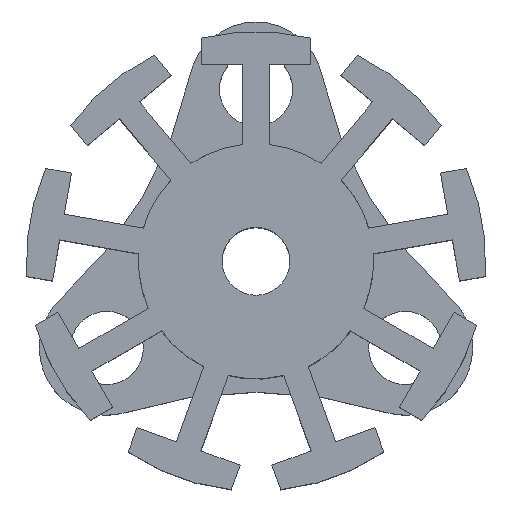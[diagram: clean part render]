
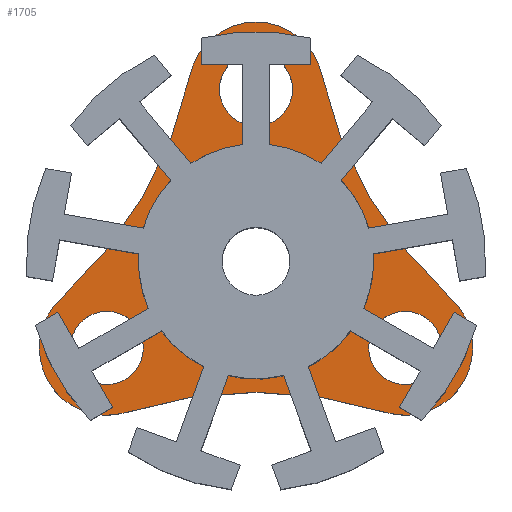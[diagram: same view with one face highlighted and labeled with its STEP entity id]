
A CAD part, top view. The second image highlights one B-rep face of the part: STEP entity #1705.
In plain terms, the highlighted planar face has unit normal (0, 0, 1).
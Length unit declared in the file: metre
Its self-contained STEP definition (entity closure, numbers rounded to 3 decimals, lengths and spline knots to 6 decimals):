
#12=PLANE('',#2269);
#556=ORIENTED_EDGE('',*,*,#1036,.F.);
#557=ORIENTED_EDGE('',*,*,#1012,.F.);
#558=ORIENTED_EDGE('',*,*,#1016,.F.);
#559=ORIENTED_EDGE('',*,*,#1019,.F.);
#560=ORIENTED_EDGE('',*,*,#1022,.F.);
#561=ORIENTED_EDGE('',*,*,#1025,.F.);
#562=ORIENTED_EDGE('',*,*,#1033,.F.);
#563=ORIENTED_EDGE('',*,*,#1030,.F.);
#564=ORIENTED_EDGE('',*,*,#1028,.F.);
#565=ORIENTED_EDGE('',*,*,#1026,.F.);
#1012=EDGE_CURVE('',#1255,#1256,#1419,.T.);
#1016=EDGE_CURVE('',#1258,#1255,#1421,.T.);
#1019=EDGE_CURVE('',#1260,#1258,#1423,.T.);
#1022=EDGE_CURVE('',#1262,#1260,#1425,.T.);
#1025=EDGE_CURVE('',#1264,#1262,#1427,.T.);
#1026=EDGE_CURVE('',#1265,#1265,#1428,.T.);
#1028=EDGE_CURVE('',#1267,#1267,#1430,.T.);
#1030=EDGE_CURVE('',#1269,#1269,#1432,.T.);
#1033=EDGE_CURVE('',#1256,#1264,#1435,.T.);
#1036=EDGE_CURVE('',#1273,#1273,#1438,.T.);
#1255=VERTEX_POINT('',#2862);
#1256=VERTEX_POINT('',#2864);
#1258=VERTEX_POINT('',#2870);
#1260=VERTEX_POINT('',#2876);
#1262=VERTEX_POINT('',#2882);
#1264=VERTEX_POINT('',#2888);
#1265=VERTEX_POINT('',#2892);
#1267=VERTEX_POINT('',#2897);
#1269=VERTEX_POINT('',#2902);
#1273=VERTEX_POINT('',#2915);
#1419=CIRCLE('',#2241,0.001291);
#1421=CIRCLE('',#2244,0.0082);
#1423=CIRCLE('',#2247,0.001291);
#1425=CIRCLE('',#2250,0.0082);
#1427=CIRCLE('',#2253,0.001291);
#1428=CIRCLE('',#2255,0.0007);
#1430=CIRCLE('',#2258,0.0007);
#1432=CIRCLE('',#2261,0.0007);
#1435=CIRCLE('',#2265,0.0082);
#1438=CIRCLE('',#2270,0.00225);
#1489=EDGE_LOOP('',(#556));
#1490=EDGE_LOOP('',(#557,#558,#559,#560,#561,#562));
#1491=EDGE_LOOP('',(#563));
#1492=EDGE_LOOP('',(#564));
#1493=EDGE_LOOP('',(#565));
#1589=FACE_BOUND('',#1489,.T.);
#1590=FACE_BOUND('',#1490,.T.);
#1591=FACE_BOUND('',#1491,.T.);
#1592=FACE_BOUND('',#1492,.T.);
#1593=FACE_BOUND('',#1493,.T.);
#1705=ADVANCED_FACE('',(#1589,#1590,#1591,#1592,#1593),#12,.T.);
#2241=AXIS2_PLACEMENT_3D('',#2863,#2389,#2390);
#2244=AXIS2_PLACEMENT_3D('',#2871,#2397,#2398);
#2247=AXIS2_PLACEMENT_3D('',#2877,#2404,#2405);
#2250=AXIS2_PLACEMENT_3D('',#2883,#2411,#2412);
#2253=AXIS2_PLACEMENT_3D('',#2889,#2418,#2419);
#2255=AXIS2_PLACEMENT_3D('',#2891,#2422,#2423);
#2258=AXIS2_PLACEMENT_3D('',#2896,#2428,#2429);
#2261=AXIS2_PLACEMENT_3D('',#2901,#2434,#2435);
#2265=AXIS2_PLACEMENT_3D('',#2907,#2442,#2443);
#2269=AXIS2_PLACEMENT_3D('',#2913,#2450,#2451);
#2270=AXIS2_PLACEMENT_3D('',#2914,#2452,#2453);
#2389=DIRECTION('',(0.,0.,-1.));
#2390=DIRECTION('',(1.,0.,0.));
#2397=DIRECTION('',(0.,0.,1.));
#2398=DIRECTION('',(1.,0.,0.));
#2404=DIRECTION('',(0.,0.,-1.));
#2405=DIRECTION('',(1.,0.,0.));
#2411=DIRECTION('',(0.,0.,1.));
#2412=DIRECTION('',(1.,0.,0.));
#2418=DIRECTION('',(0.,0.,-1.));
#2419=DIRECTION('',(1.,0.,0.));
#2422=DIRECTION('',(0.,0.,1.));
#2423=DIRECTION('',(1.,0.,0.));
#2428=DIRECTION('',(0.,0.,1.));
#2429=DIRECTION('',(1.,0.,0.));
#2434=DIRECTION('',(0.,0.,1.));
#2435=DIRECTION('',(1.,0.,0.));
#2442=DIRECTION('',(0.,0.,1.));
#2443=DIRECTION('',(1.,0.,0.));
#2450=DIRECTION('',(0.,0.,1.));
#2451=DIRECTION('',(1.,0.,0.));
#2452=DIRECTION('',(0.,0.,1.));
#2453=DIRECTION('',(1.,0.,0.));
#2862=CARTESIAN_POINT('',(-0.00126,0.003579,0.001));
#2863=CARTESIAN_POINT('',(0.,0.0033,0.001));
#2864=CARTESIAN_POINT('',(0.00126,0.003579,0.001));
#2870=CARTESIAN_POINT('',(-0.003729,-0.000698,0.001));
#2871=CARTESIAN_POINT('',(-0.009266,0.00535,0.001));
#2876=CARTESIAN_POINT('',(-0.002469,-0.002881,0.001));
#2877=CARTESIAN_POINT('',(-0.002858,-0.00165,0.001));
#2882=CARTESIAN_POINT('',(0.002469,-0.002881,0.001));
#2883=CARTESIAN_POINT('',(0.,-0.0107,0.001));
#2888=CARTESIAN_POINT('',(0.003729,-0.000698,0.001));
#2889=CARTESIAN_POINT('',(0.002858,-0.00165,0.001));
#2891=CARTESIAN_POINT('',(0.002858,-0.00165,0.001));
#2892=CARTESIAN_POINT('',(0.003558,-0.00165,0.001));
#2896=CARTESIAN_POINT('',(-0.002858,-0.00165,0.001));
#2897=CARTESIAN_POINT('',(-0.002158,-0.00165,0.001));
#2901=CARTESIAN_POINT('',(0.,0.0033,0.001));
#2902=CARTESIAN_POINT('',(0.0007,0.0033,0.001));
#2907=CARTESIAN_POINT('',(0.009266,0.00535,0.001));
#2913=CARTESIAN_POINT('',(0.,0.000825,0.001));
#2914=CARTESIAN_POINT('',(0.,0.,0.001));
#2915=CARTESIAN_POINT('',(0.00225,0.,0.001));
